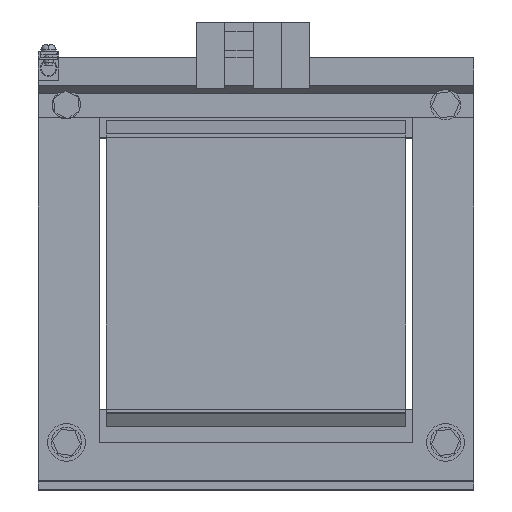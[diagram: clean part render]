
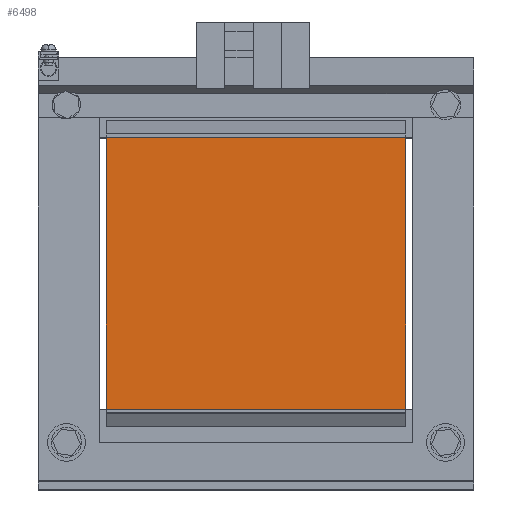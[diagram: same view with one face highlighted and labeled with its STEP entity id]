
A CAD part, top view. The second image highlights one B-rep face of the part: STEP entity #6498.
In plain terms, the highlighted planar face has unit normal (0, 0, 1).
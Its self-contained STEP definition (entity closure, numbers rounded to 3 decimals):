
#537 = CARTESIAN_POINT ( 'NONE',  ( -79.5, 72., 108.25 ) ) ;
#2135 = ORIENTED_EDGE ( 'NONE', *, *, #7681, .F. ) ;
#2867 = DIRECTION ( 'NONE',  ( 0., -1., 0. ) ) ;
#4623 = LINE ( 'NONE', #11942, #10658 ) ;
#5090 = EDGE_CURVE ( 'NONE', #8581, #12298, #4623, .T. ) ;
#5579 = CARTESIAN_POINT ( 'NONE',  ( 79.5, 72., 108.25 ) ) ;
#5903 = LINE ( 'NONE', #15806, #17564 ) ;
#6498 = ADVANCED_FACE ( 'NONE', ( #20914 ), #11888, .F. ) ;
#6502 = EDGE_CURVE ( 'NONE', #8581, #17141, #14236, .T. ) ;
#7403 = DIRECTION ( 'NONE',  ( -1., 0., 0. ) ) ;
#7681 = EDGE_CURVE ( 'NONE', #12298, #13868, #5903, .T. ) ;
#8581 = VERTEX_POINT ( 'NONE', #15376 ) ;
#10658 = VECTOR ( 'NONE', #16470, 1000. ) ;
#11703 = DIRECTION ( 'NONE',  ( -1., 0., 0. ) ) ;
#11888 = PLANE ( 'NONE',  #16688 ) ;
#11936 = CARTESIAN_POINT ( 'NONE',  ( 79.5, -72., 108.25 ) ) ;
#11942 = CARTESIAN_POINT ( 'NONE',  ( 79.5, 72., 108.25 ) ) ;
#12298 = VERTEX_POINT ( 'NONE', #11936 ) ;
#13196 = VECTOR ( 'NONE', #2867, 1000. ) ;
#13868 = VERTEX_POINT ( 'NONE', #18243 ) ;
#14236 = LINE ( 'NONE', #5579, #14588 ) ;
#14588 = VECTOR ( 'NONE', #11703, 1000. ) ;
#15376 = CARTESIAN_POINT ( 'NONE',  ( 79.5, 72., 108.25 ) ) ;
#15806 = CARTESIAN_POINT ( 'NONE',  ( 79.5, -72., 108.25 ) ) ;
#16144 = DIRECTION ( 'NONE',  ( 0., 0., -1. ) ) ;
#16470 = DIRECTION ( 'NONE',  ( 0., -1., 0. ) ) ;
#16688 = AXIS2_PLACEMENT_3D ( 'NONE', #26901, #16144, #24833 ) ;
#17141 = VERTEX_POINT ( 'NONE', #17996 ) ;
#17171 = ORIENTED_EDGE ( 'NONE', *, *, #21257, .T. ) ;
#17564 = VECTOR ( 'NONE', #7403, 1000. ) ;
#17996 = CARTESIAN_POINT ( 'NONE',  ( -79.5, 72., 108.25 ) ) ;
#18243 = CARTESIAN_POINT ( 'NONE',  ( -79.5, -72., 108.25 ) ) ;
#19014 = ORIENTED_EDGE ( 'NONE', *, *, #6502, .T. ) ;
#19517 = EDGE_LOOP ( 'NONE', ( #17171, #2135, #23692, #19014 ) ) ;
#20914 = FACE_OUTER_BOUND ( 'NONE', #19517, .T. ) ;
#21257 = EDGE_CURVE ( 'NONE', #17141, #13868, #25514, .T. ) ;
#23692 = ORIENTED_EDGE ( 'NONE', *, *, #5090, .F. ) ;
#24833 = DIRECTION ( 'NONE',  ( -1., 0., 0. ) ) ;
#25514 = LINE ( 'NONE', #537, #13196 ) ;
#26901 = CARTESIAN_POINT ( 'NONE',  ( 79.5, 72., 108.25 ) ) ;
